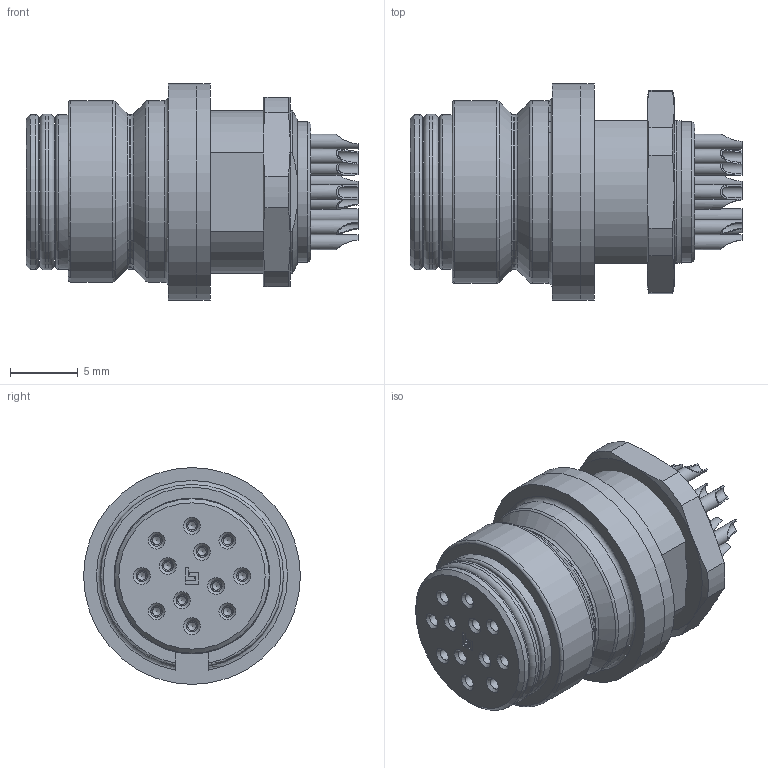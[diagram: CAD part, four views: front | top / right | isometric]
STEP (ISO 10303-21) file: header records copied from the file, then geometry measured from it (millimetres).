
FILE_DESCRIPTION(/* description */ (''),/* implementation_level */ '2;1');
FILE_NAME(/* name */ '99-9136-00-12_bg.stp',/* time_stamp */ '2010-01-22T09:54:49+01:00',/* author */ (''),/* organization */ (''),/* preprocessor_version */ 'ST-DEVELOPER v11',/* originating_system */ 'UGS - NX 5.0',/* authorisation */ '');
FILE_SCHEMA (('CONFIG_CONTROL_DESIGN'));
Length unit declared in the file: millimetre
Products named in the file (1): kbor57D0n2aw
Bounding box: 24.5 x 16 x 16 mm (x, y, z)
Volume: 2807.6 mm3; surface area: 2365.2 mm2
Topology: 4 solids, 4 shells, 308 faces, 817 edges, 538 vertices
Faces by surface type: plane 125, cone 103, cylinder 68, torus 12
Full cylindrical faces by diameter (mm): 0.85 x24, 1.1 x12, 9.8 x2, 10.4 x1, 10.917 x1, 11.4 x2, 11.5 x1, 11.9 x1, 16 x2
Entity records: 9068 total; most frequent: CARTESIAN_POINT 2429, DIRECTION 1362, ORIENTED_EDGE 1218, EDGE_CURVE 609, AXIS2_PLACEMENT_3D 608, VERTEX_POINT 455, EDGE_LOOP 436, ADVANCED_FACE 308
